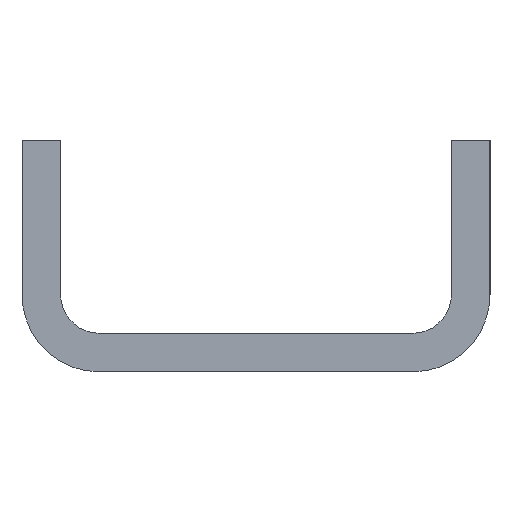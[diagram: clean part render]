
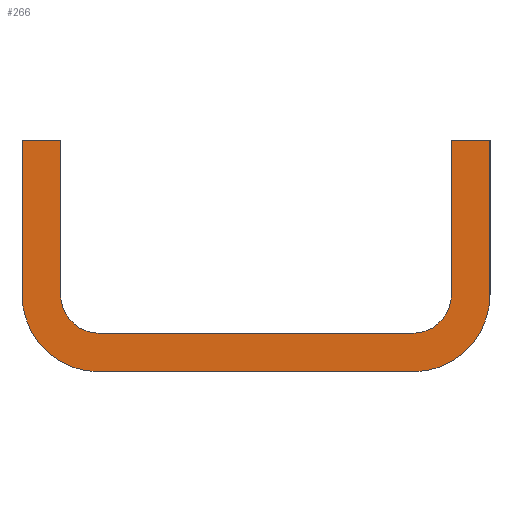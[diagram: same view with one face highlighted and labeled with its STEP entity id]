
A CAD part, left-side view. The second image highlights one B-rep face of the part: STEP entity #266.
In plain terms, the highlighted planar face has unit normal (-1, 0, 0).
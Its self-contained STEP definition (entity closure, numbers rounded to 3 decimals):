
#15=CIRCLE('',#291,4.);
#18=CIRCLE('',#295,8.);
#21=CIRCLE('',#304,4.);
#22=CIRCLE('',#306,8.);
#40=FACE_OUTER_BOUND('',#54,.T.);
#54=EDGE_LOOP('',(#231,#232,#233,#234,#235,#236,#237,#238,#239,#240,#241,
#242));
#58=LINE('',#392,#86);
#60=LINE('',#397,#88);
#63=LINE('',#403,#91);
#69=LINE('',#422,#97);
#75=LINE('',#439,#103);
#78=LINE('',#444,#106);
#80=LINE('',#448,#108);
#82=LINE('',#456,#110);
#86=VECTOR('',#316,10.);
#88=VECTOR('',#320,10.);
#91=VECTOR('',#325,10.);
#97=VECTOR('',#345,10.);
#103=VECTOR('',#359,10.);
#106=VECTOR('',#364,10.);
#108=VECTOR('',#368,10.);
#110=VECTOR('',#380,10.);
#112=VERTEX_POINT('',#386);
#114=VERTEX_POINT('',#390);
#116=VERTEX_POINT('',#395);
#117=VERTEX_POINT('',#400);
#119=VERTEX_POINT('',#406);
#122=VERTEX_POINT('',#414);
#124=VERTEX_POINT('',#420);
#130=VERTEX_POINT('',#436);
#131=VERTEX_POINT('',#438);
#132=VERTEX_POINT('',#442);
#133=VERTEX_POINT('',#446);
#134=VERTEX_POINT('',#450);
#138=EDGE_CURVE('',#114,#112,#58,.T.);
#140=EDGE_CURVE('',#114,#116,#60,.T.);
#143=EDGE_CURVE('',#116,#117,#63,.T.);
#145=EDGE_CURVE('',#119,#112,#15,.T.);
#150=EDGE_CURVE('',#122,#117,#18,.T.);
#153=EDGE_CURVE('',#122,#124,#69,.T.);
#161=EDGE_CURVE('',#130,#131,#75,.T.);
#164=EDGE_CURVE('',#131,#132,#78,.T.);
#166=EDGE_CURVE('',#133,#132,#80,.T.);
#168=EDGE_CURVE('',#134,#130,#21,.T.);
#169=EDGE_CURVE('',#124,#133,#22,.T.);
#170=EDGE_CURVE('',#134,#119,#82,.T.);
#231=ORIENTED_EDGE('',*,*,#153,.T.);
#232=ORIENTED_EDGE('',*,*,#169,.T.);
#233=ORIENTED_EDGE('',*,*,#166,.T.);
#234=ORIENTED_EDGE('',*,*,#164,.F.);
#235=ORIENTED_EDGE('',*,*,#161,.F.);
#236=ORIENTED_EDGE('',*,*,#168,.F.);
#237=ORIENTED_EDGE('',*,*,#170,.T.);
#238=ORIENTED_EDGE('',*,*,#145,.T.);
#239=ORIENTED_EDGE('',*,*,#138,.F.);
#240=ORIENTED_EDGE('',*,*,#140,.T.);
#241=ORIENTED_EDGE('',*,*,#143,.T.);
#242=ORIENTED_EDGE('',*,*,#150,.F.);
#252=PLANE('',#308);
#266=ADVANCED_FACE('',(#40),#252,.T.);
#291=AXIS2_PLACEMENT_3D('',#407,#329,#330);
#295=AXIS2_PLACEMENT_3D('',#416,#339,#340);
#304=AXIS2_PLACEMENT_3D('',#452,#372,#373);
#306=AXIS2_PLACEMENT_3D('',#454,#376,#377);
#308=AXIS2_PLACEMENT_3D('',#457,#381,#382);
#316=DIRECTION('',(0.,0.,-1.));
#320=DIRECTION('',(0.,1.,0.));
#325=DIRECTION('',(0.,0.,-1.));
#329=DIRECTION('center_axis',(1.,0.,0.));
#330=DIRECTION('ref_axis',(0.,0.,-1.));
#339=DIRECTION('center_axis',(1.,0.,0.));
#340=DIRECTION('ref_axis',(0.,0.,-1.));
#345=DIRECTION('',(0.,-1.,0.));
#359=DIRECTION('',(0.,0.,1.));
#364=DIRECTION('',(0.,-1.,0.));
#368=DIRECTION('',(0.,0.,1.));
#372=DIRECTION('center_axis',(-1.,0.,0.));
#373=DIRECTION('ref_axis',(0.,0.,
-1.));
#376=DIRECTION('center_axis',(-1.,0.,0.));
#377=DIRECTION('ref_axis',(0.,0.,
-1.));
#380=DIRECTION('',(0.,1.,0.));
#381=DIRECTION('center_axis',(-1.,0.,0.));
#382=DIRECTION('ref_axis',(0.,0.,1.));
#386=CARTESIAN_POINT('',(0.,20.25,8.));
#390=CARTESIAN_POINT('',(0.,20.25,24.));
#392=CARTESIAN_POINT('',(0.,20.25,24.));
#395=CARTESIAN_POINT('',(0.,24.25,24.));
#397=CARTESIAN_POINT('',(0.,20.25,24.));
#400=CARTESIAN_POINT('',(0.,24.25,8.));
#403=CARTESIAN_POINT('',(0.,24.25,24.));
#406=CARTESIAN_POINT('',(0.,16.25,4.));
#407=CARTESIAN_POINT('Origin',(0.,16.25,8.));
#414=CARTESIAN_POINT('',(0.,16.25,0.));
#416=CARTESIAN_POINT('Origin',(0.,16.25,8.));
#420=CARTESIAN_POINT('',(0.,-16.25,0.));
#422=CARTESIAN_POINT('',(0.,20.25,0.));
#436=CARTESIAN_POINT('',(0.,-20.25,8.));
#438=CARTESIAN_POINT('',(0.,-20.25,24.));
#439=CARTESIAN_POINT('',(0.,-20.25,4.));
#442=CARTESIAN_POINT('',(0.,-24.25,24.));
#444=CARTESIAN_POINT('',(0.,-20.25,24.));
#446=CARTESIAN_POINT('',(0.,-24.25,8.));
#448=CARTESIAN_POINT('',(0.,-24.25,4.));
#450=CARTESIAN_POINT('',(0.,-16.25,4.));
#452=CARTESIAN_POINT('Origin',(0.,-16.25,8.));
#454=CARTESIAN_POINT('Origin',(0.,-16.25,8.));
#456=CARTESIAN_POINT('',(0.,20.25,4.));
#457=CARTESIAN_POINT('Origin',(0.,-20.25,0.));
